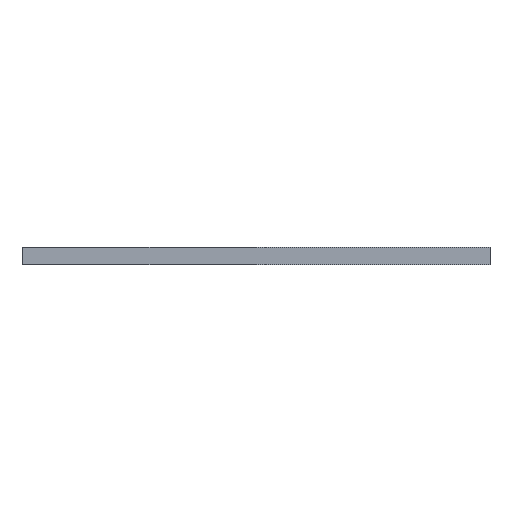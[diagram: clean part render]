
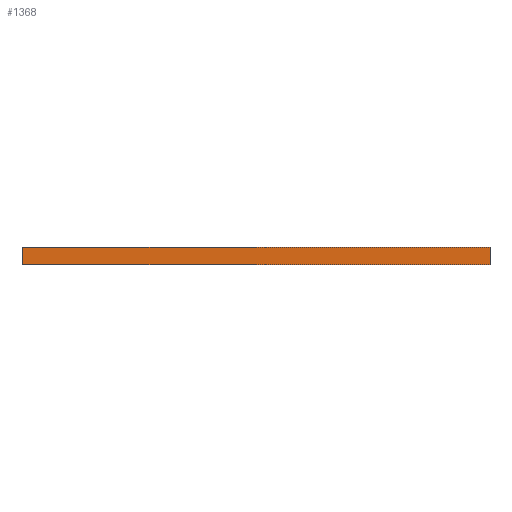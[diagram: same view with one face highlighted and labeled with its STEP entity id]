
A CAD part, left-side view. The second image highlights one B-rep face of the part: STEP entity #1368.
In plain terms, the highlighted planar face has unit normal (-1, 0, 0).
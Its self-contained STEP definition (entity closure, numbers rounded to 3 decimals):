
#108 = CARTESIAN_POINT ( 'NONE',  ( -22.4, 22.875, 0.85 ) ) ;
#210 = AXIS2_PLACEMENT_3D ( 'NONE', #519, #1299, #1721 ) ;
#261 = VECTOR ( 'NONE', #1592, 1000. ) ;
#325 = VERTEX_POINT ( 'NONE', #1997 ) ;
#333 = PLANE ( 'NONE',  #210 ) ;
#494 = VERTEX_POINT ( 'NONE', #1452 ) ;
#519 = CARTESIAN_POINT ( 'NONE',  ( -22.4, -22.875, 0.85 ) ) ;
#527 = ORIENTED_EDGE ( 'NONE', *, *, #1871, .T. ) ;
#557 = CARTESIAN_POINT ( 'NONE',  ( -22.4, -22.875, 0.85 ) ) ;
#580 = EDGE_CURVE ( 'NONE', #494, #325, #1697, .T. ) ;
#924 = ORIENTED_EDGE ( 'NONE', *, *, #2318, .F. ) ;
#1012 = CARTESIAN_POINT ( 'NONE',  ( -22.4, 22.875, 0.85 ) ) ;
#1105 = VECTOR ( 'NONE', #1967, 1000. ) ;
#1135 = VECTOR ( 'NONE', #1688, 1000. ) ;
#1188 = DIRECTION ( 'NONE',  ( 0., 0., -1. ) ) ;
#1240 = VERTEX_POINT ( 'NONE', #108 ) ;
#1299 = DIRECTION ( 'NONE',  ( -1., 0., 0. ) ) ;
#1368 = ADVANCED_FACE ( 'NONE', ( #1693 ), #333, .T. ) ;
#1452 = CARTESIAN_POINT ( 'NONE',  ( -22.4, -22.875, 0.85 ) ) ;
#1526 = CARTESIAN_POINT ( 'NONE',  ( -22.4, 22.875, -0.85 ) ) ;
#1549 = VERTEX_POINT ( 'NONE', #1526 ) ;
#1592 = DIRECTION ( 'NONE',  ( 0., 1., 0. ) ) ;
#1688 = DIRECTION ( 'NONE',  ( 0., 1., 0. ) ) ;
#1693 = FACE_OUTER_BOUND ( 'NONE', #2041, .T. ) ;
#1697 = LINE ( 'NONE', #557, #1105 ) ;
#1721 = DIRECTION ( 'NONE',  ( 0., 0., 1. ) ) ;
#1755 = CARTESIAN_POINT ( 'NONE',  ( -22.4, -22.875, -0.85 ) ) ;
#1759 = LINE ( 'NONE', #1755, #261 ) ;
#1871 = EDGE_CURVE ( 'NONE', #1240, #1549, #2481, .T. ) ;
#1967 = DIRECTION ( 'NONE',  ( 0., 0., -1. ) ) ;
#1971 = VECTOR ( 'NONE', #1188, 1000. ) ;
#1997 = CARTESIAN_POINT ( 'NONE',  ( -22.4, -22.875, -0.85 ) ) ;
#2030 = LINE ( 'NONE', #2296, #1135 ) ;
#2041 = EDGE_LOOP ( 'NONE', ( #924, #2251, #2109, #527 ) ) ;
#2059 = EDGE_CURVE ( 'NONE', #494, #1240, #2030, .T. ) ;
#2109 = ORIENTED_EDGE ( 'NONE', *, *, #2059, .T. ) ;
#2251 = ORIENTED_EDGE ( 'NONE', *, *, #580, .F. ) ;
#2296 = CARTESIAN_POINT ( 'NONE',  ( -22.4, -22.875, 0.85 ) ) ;
#2318 = EDGE_CURVE ( 'NONE', #325, #1549, #1759, .T. ) ;
#2481 = LINE ( 'NONE', #1012, #1971 ) ;
